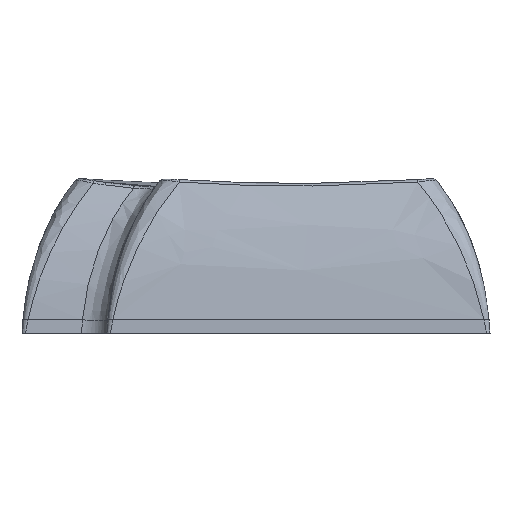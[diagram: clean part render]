
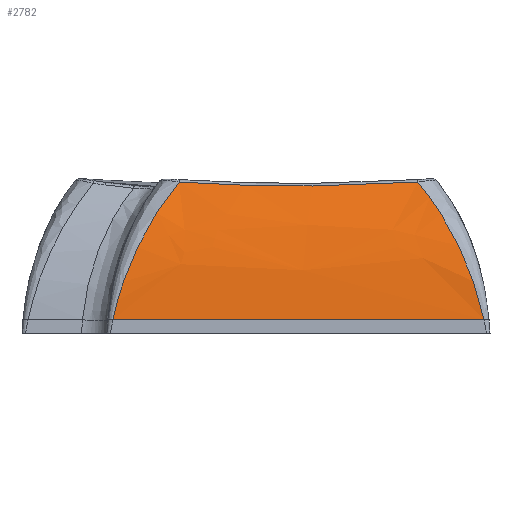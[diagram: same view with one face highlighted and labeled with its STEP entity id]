
A CAD part, front view. The second image highlights one B-rep face of the part: STEP entity #2782.
In plain terms, the highlighted free-form (B-spline) face has degree [3, 1] with [4, 2] control points.
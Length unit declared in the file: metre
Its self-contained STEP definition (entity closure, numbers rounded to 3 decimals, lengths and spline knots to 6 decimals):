
#64=B_SPLINE_SURFACE_WITH_KNOTS('',3,1,((#6455,#6456),(#6457,#6458),(#6459,
#6460),(#6461,#6462)),.SURF_OF_LINEAR_EXTRUSION.,.F.,.F.,.F.,(4,4),(2,2),
(0.004113,0.97073),(0.,1.),
 .PIECEWISE_BEZIER_KNOTS.);
#119=B_SPLINE_CURVE_WITH_KNOTS('',3,(#4673,#4674,#4675,#4676),
 .UNSPECIFIED.,.F.,.F.,(4,4),(0.,1.),.UNSPECIFIED.);
#160=B_SPLINE_CURVE_WITH_KNOTS('',3,(#5466,#5467,#5468,#5469,#5470,#5471,
#5472,#5473,#5474,#5475,#5476,#5477,#5478,#5479,#5480,#5481,#5482,#5483,
#5484,#5485,#5486,#5487,#5488,#5489,#5490,#5491,#5492),.UNSPECIFIED.,.F.,
 .F.,(4,1,1,1,1,1,1,1,1,1,1,1,1,1,1,1,1,1,1,1,1,1,1,1,4),(0.,0.0625,0.125,
0.1875,0.25,0.375,0.5,0.5625,0.625,0.6875,0.75,0.8125,0.875,0.90625,0.921875,
0.929688,0.9375,0.945313,0.953125,0.960938,0.96875,0.976563,0.984375,
0.992188,1.),.UNSPECIFIED.);
#163=B_SPLINE_CURVE_WITH_KNOTS('',3,(#5649,#5650,#5651,#5652,#5653,#5654,
#5655,#5656,#5657,#5658,#5659,#5660,#5661,#5662,#5663,#5664,#5665,#5666,
#5667,#5668,#5669,#5670,#5671,#5672,#5673,#5674,#5675),.UNSPECIFIED.,.F.,
 .F.,(4,1,1,1,1,1,1,1,1,1,1,1,1,1,1,1,1,1,1,1,1,1,1,1,4),(0.,0.015625,0.023438,
0.03125,0.039063,0.046875,0.054688,0.0625,0.070313,0.078125,0.09375,
0.125,0.15625,0.1875,0.25,0.3125,0.375,0.4375,0.5,0.625,0.75,0.8125,0.875,
0.9375,1.),.UNSPECIFIED.);
#177=B_SPLINE_CURVE_WITH_KNOTS('',3,(#6351,#6352,#6353,#6354),
 .UNSPECIFIED.,.F.,.F.,(4,4),(0.,1.),.UNSPECIFIED.);
#990=ORIENTED_EDGE('',*,*,#1389,.T.);
#991=ORIENTED_EDGE('',*,*,#1335,.T.);
#992=ORIENTED_EDGE('',*,*,#1394,.T.);
#993=ORIENTED_EDGE('',*,*,#1414,.F.);
#1335=EDGE_CURVE('',#1625,#1629,#119,.T.);
#1389=EDGE_CURVE('',#1664,#1625,#160,.T.);
#1394=EDGE_CURVE('',#1629,#1667,#163,.T.);
#1414=EDGE_CURVE('',#1664,#1667,#177,.T.);
#1625=VERTEX_POINT('',#4602);
#1629=VERTEX_POINT('',#4672);
#1664=VERTEX_POINT('',#5493);
#1667=VERTEX_POINT('',#5676);
#2348=EDGE_LOOP('',(#990,#991,#992,#993));
#2517=FACE_BOUND('',#2348,.T.);
#2782=ADVANCED_FACE('',(#2517),#64,.F.);
#4602=CARTESIAN_POINT('',(0.299961,0.041823,0.008926));
#4672=CARTESIAN_POINT('',(0.285874,0.041822,0.008924));
#4673=CARTESIAN_POINT('',(0.299961,0.041823,0.008926));
#4674=CARTESIAN_POINT('',(0.295293,0.041571,0.008614));
#4675=CARTESIAN_POINT('',(0.290597,0.04157,0.008613));
#4676=CARTESIAN_POINT('',(0.285874,0.041822,0.008924));
#5466=CARTESIAN_POINT('',(0.303862,0.03881,0.0008));
#5467=CARTESIAN_POINT('',(0.303814,0.038829,0.001024));
#5468=CARTESIAN_POINT('',(0.303732,0.038867,0.001384));
#5469=CARTESIAN_POINT('',(0.30357,0.038952,0.001999));
#5470=CARTESIAN_POINT('',(0.303406,0.039046,0.002548));
#5471=CARTESIAN_POINT('',(0.303141,0.039211,0.003346));
#5472=CARTESIAN_POINT('',(0.302805,0.039438,0.004219));
#5473=CARTESIAN_POINT('',(0.30239,0.039742,0.005133));
#5474=CARTESIAN_POINT('',(0.302057,0.039998,0.005787));
#5475=CARTESIAN_POINT('',(0.301778,0.040219,0.006296));
#5476=CARTESIAN_POINT('',(0.301528,0.040422,0.006724));
#5477=CARTESIAN_POINT('',(0.301211,0.040688,0.00723));
#5478=CARTESIAN_POINT('',(0.300934,0.040926,0.007644));
#5479=CARTESIAN_POINT('',(0.300669,0.04116,0.008017));
#5480=CARTESIAN_POINT('',(0.300488,0.041324,0.008257));
#5481=CARTESIAN_POINT('',(0.3004,0.041404,0.008373));
#5482=CARTESIAN_POINT('',(0.300344,0.041456,0.008445));
#5483=CARTESIAN_POINT('',(0.300317,0.041481,0.008479));
#5484=CARTESIAN_POINT('',(0.300232,0.04156,0.008587));
#5485=CARTESIAN_POINT('',(0.300188,0.041601,0.008642));
#5486=CARTESIAN_POINT('',(0.300152,0.041636,0.008687));
#5487=CARTESIAN_POINT('',(0.300159,0.041629,0.008679));
#5488=CARTESIAN_POINT('',(0.300099,0.041687,0.008754));
#5489=CARTESIAN_POINT('',(0.300047,0.041738,0.00882));
#5490=CARTESIAN_POINT('',(0.300033,0.041752,0.008837));
#5491=CARTESIAN_POINT('',(0.299988,0.041797,0.008893));
#5492=CARTESIAN_POINT('',(0.299961,0.041823,0.008926));
#5493=CARTESIAN_POINT('',(0.303862,0.03881,0.0008));
#5649=CARTESIAN_POINT('',(0.285874,0.041822,0.008924));
#5650=CARTESIAN_POINT('',(0.285842,0.041791,0.008886));
#5651=CARTESIAN_POINT('',(0.285794,0.041743,0.008826));
#5652=CARTESIAN_POINT('',(0.285736,0.041687,0.008754));
#5653=CARTESIAN_POINT('',(0.285676,0.041628,0.008677));
#5654=CARTESIAN_POINT('',(0.285682,0.041634,0.008685));
#5655=CARTESIAN_POINT('',(0.285645,0.041599,0.008639));
#5656=CARTESIAN_POINT('',(0.285602,0.041558,0.008584));
#5657=CARTESIAN_POINT('',(0.285517,0.041479,0.008477));
#5658=CARTESIAN_POINT('',(0.285492,0.041456,0.008444));
#5659=CARTESIAN_POINT('',(0.285437,0.041405,0.008374));
#5660=CARTESIAN_POINT('',(0.285349,0.041325,0.008259));
#5661=CARTESIAN_POINT('',(0.285217,0.041205,0.008083));
#5662=CARTESIAN_POINT('',(0.285058,0.041064,0.007863));
#5663=CARTESIAN_POINT('',(0.284854,0.040884,0.007571));
#5664=CARTESIAN_POINT('',(0.284624,0.040687,0.007229));
#5665=CARTESIAN_POINT('',(0.284308,0.040422,0.006723));
#5666=CARTESIAN_POINT('',(0.284057,0.040218,0.006294));
#5667=CARTESIAN_POINT('',(0.283779,0.039998,0.005786));
#5668=CARTESIAN_POINT('',(0.283445,0.039741,0.005131));
#5669=CARTESIAN_POINT('',(0.283031,0.039438,0.00422));
#5670=CARTESIAN_POINT('',(0.282694,0.039211,0.003346));
#5671=CARTESIAN_POINT('',(0.282429,0.039046,0.002546));
#5672=CARTESIAN_POINT('',(0.282266,0.038952,0.001999));
#5673=CARTESIAN_POINT('',(0.282104,0.038867,0.001383));
#5674=CARTESIAN_POINT('',(0.282023,0.038829,0.001025));
#5675=CARTESIAN_POINT('',(0.281974,0.03881,0.0008));
#5676=CARTESIAN_POINT('',(0.281974,0.03881,0.0008));
#6351=CARTESIAN_POINT('',(0.303862,0.03881,0.0008));
#6352=CARTESIAN_POINT('',(0.296566,0.03881,0.0008));
#6353=CARTESIAN_POINT('',(0.28927,0.03881,0.0008));
#6354=CARTESIAN_POINT('',(0.281974,0.03881,0.0008));
#6455=CARTESIAN_POINT('',(0.281843,0.038805,0.000744));
#6456=CARTESIAN_POINT('',(0.303993,0.038805,0.000744));
#6457=CARTESIAN_POINT('',(0.281843,0.039077,0.003893));
#6458=CARTESIAN_POINT('',(0.303993,0.039077,0.003893));
#6459=CARTESIAN_POINT('',(0.281843,0.040152,0.006883));
#6460=CARTESIAN_POINT('',(0.303993,0.040152,0.006883));
#6461=CARTESIAN_POINT('',(0.281843,0.041854,0.008963));
#6462=CARTESIAN_POINT('',(0.303993,0.041854,0.008963));
